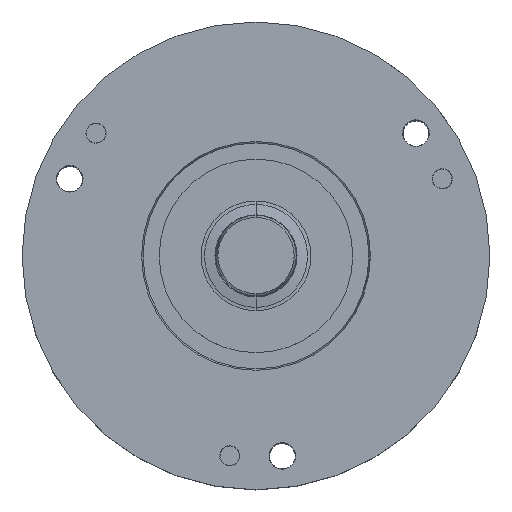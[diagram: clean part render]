
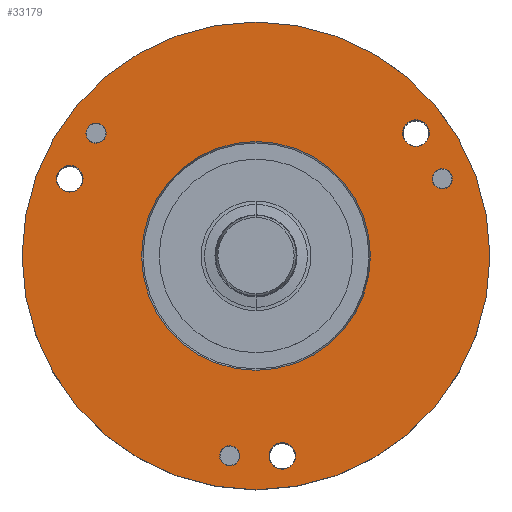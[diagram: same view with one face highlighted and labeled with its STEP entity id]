
A CAD part, top view. The second image highlights one B-rep face of the part: STEP entity #33179.
In plain terms, the highlighted planar face has unit normal (0, 0, 1).
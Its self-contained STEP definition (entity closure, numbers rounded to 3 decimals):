
#4063=CARTESIAN_POINT('',(0.,0.,25.));
#4064=DIRECTION('',(0.,0.,1.));
#4065=DIRECTION('',(1.,0.,0.));
#4066=AXIS2_PLACEMENT_3D('',#4063,#4064,#4065);
#4068=CARTESIAN_POINT('',(0.,0.,25.));
#4069=DIRECTION('',(0.,0.,1.));
#4070=DIRECTION('',(-1.,0.,0.));
#4071=AXIS2_PLACEMENT_3D('',#4068,#4069,#4070);
#4073=CARTESIAN_POINT('',(-19.834,15.219,25.));
#4074=DIRECTION('',(0.,0.,-1.));
#4075=DIRECTION('',(-0.793,0.609,0.));
#4076=AXIS2_PLACEMENT_3D('',#4073,#4074,#4075);
#4078=CARTESIAN_POINT('',(-19.834,15.219,25.));
#4079=DIRECTION('',(0.,0.,-1.));
#4080=DIRECTION('',(0.793,-0.609,0.));
#4081=AXIS2_PLACEMENT_3D('',#4078,#4079,#4080);
#4083=CARTESIAN_POINT('',(-3.263,-24.786,25.));
#4084=DIRECTION('',(0.,0.,-1.));
#4085=DIRECTION('',(-0.131,-0.991,0.));
#4086=AXIS2_PLACEMENT_3D('',#4083,#4084,#4085);
#4088=CARTESIAN_POINT('',(-3.263,-24.786,25.));
#4089=DIRECTION('',(0.,0.,-1.));
#4090=DIRECTION('',(0.131,0.991,0.));
#4091=AXIS2_PLACEMENT_3D('',#4088,#4089,#4090);
#4093=CARTESIAN_POINT('',(23.097,9.567,25.));
#4094=DIRECTION('',(0.,0.,-1.));
#4095=DIRECTION('',(0.924,0.383,0.));
#4096=AXIS2_PLACEMENT_3D('',#4093,#4094,#4095);
#4098=CARTESIAN_POINT('',(23.097,9.567,25.));
#4099=DIRECTION('',(0.,0.,-1.));
#4100=DIRECTION('',(-0.924,-0.383,0.));
#4101=AXIS2_PLACEMENT_3D('',#4098,#4099,#4100);
#4103=CARTESIAN_POINT('',(3.263,-24.786,25.));
#4104=DIRECTION('',(0.,0.,1.));
#4105=DIRECTION('',(0.,-1.,0.));
#4106=AXIS2_PLACEMENT_3D('',#4103,#4104,#4105);
#4108=CARTESIAN_POINT('',(3.263,-24.786,25.));
#4109=DIRECTION('',(0.,0.,1.));
#4110=DIRECTION('',(0.,1.,0.));
#4111=AXIS2_PLACEMENT_3D('',#4108,#4109,#4110);
#4113=CARTESIAN_POINT('',(19.834,15.219,25.));
#4114=DIRECTION('',(0.,0.,1.));
#4115=DIRECTION('',(0.,-1.,0.));
#4116=AXIS2_PLACEMENT_3D('',#4113,#4114,#4115);
#4118=CARTESIAN_POINT('',(19.834,15.219,25.));
#4119=DIRECTION('',(0.,0.,1.));
#4120=DIRECTION('',(0.,1.,0.));
#4121=AXIS2_PLACEMENT_3D('',#4118,#4119,#4120);
#4123=CARTESIAN_POINT('',(-23.097,9.567,25.));
#4124=DIRECTION('',(0.,0.,1.));
#4125=DIRECTION('',(0.,-1.,0.));
#4126=AXIS2_PLACEMENT_3D('',#4123,#4124,#4125);
#4128=CARTESIAN_POINT('',(-23.097,9.567,25.));
#4129=DIRECTION('',(0.,0.,1.));
#4130=DIRECTION('',(0.,1.,0.));
#4131=AXIS2_PLACEMENT_3D('',#4128,#4129,#4130);
#4142=CARTESIAN_POINT('',(0.,0.,25.));
#4143=DIRECTION('',(0.,0.,-1.));
#4144=DIRECTION('',(-1.,0.,0.));
#4145=AXIS2_PLACEMENT_3D('',#4142,#4143,#4144);
#4171=CARTESIAN_POINT('',(0.,0.,25.));
#4172=DIRECTION('',(0.,0.,-1.));
#4173=DIRECTION('',(1.,0.,0.));
#4174=AXIS2_PLACEMENT_3D('',#4171,#4172,#4173);
#25876=CARTESIAN_POINT('',(29.,0.,25.));
#25877=CARTESIAN_POINT('',(-29.,0.,25.));
#25878=VERTEX_POINT('',#25876);
#25879=VERTEX_POINT('',#25877);
#25956=CARTESIAN_POINT('',(-20.826,15.98,25.));
#25957=CARTESIAN_POINT('',(-18.842,14.458,25.));
#25958=VERTEX_POINT('',#25956);
#25959=VERTEX_POINT('',#25957);
#25960=CARTESIAN_POINT('',(-3.426,-26.025,25.));
#25961=CARTESIAN_POINT('',(-3.1,-23.547,25.));
#25962=VERTEX_POINT('',#25960);
#25963=VERTEX_POINT('',#25961);
#25964=CARTESIAN_POINT('',(24.252,10.045,25.));
#25965=CARTESIAN_POINT('',(21.942,9.089,25.));
#25966=VERTEX_POINT('',#25964);
#25967=VERTEX_POINT('',#25965);
#26066=CARTESIAN_POINT('',(14.188,0.,25.));
#26067=CARTESIAN_POINT('',(-14.188,0.,25.));
#26068=VERTEX_POINT('',#26066);
#26069=VERTEX_POINT('',#26067);
#26250=CARTESIAN_POINT('',(3.263,-26.436,25.));
#26251=CARTESIAN_POINT('',(3.263,-23.136,25.));
#26252=VERTEX_POINT('',#26250);
#26253=VERTEX_POINT('',#26251);
#26258=CARTESIAN_POINT('',(19.834,13.569,25.));
#26259=CARTESIAN_POINT('',(19.834,16.869,25.));
#26260=VERTEX_POINT('',#26258);
#26261=VERTEX_POINT('',#26259);
#26266=CARTESIAN_POINT('',(-23.097,7.917,25.));
#26267=CARTESIAN_POINT('',(-23.097,11.217,25.));
#26268=VERTEX_POINT('',#26266);
#26269=VERTEX_POINT('',#26267);
#33128=CARTESIAN_POINT('',(0.,0.,25.));
#33129=DIRECTION('',(0.,0.,1.));
#33130=DIRECTION('',(1.,0.,0.));
#33131=AXIS2_PLACEMENT_3D('',#33128,#33129,#33130);
#33132=PLANE('',#33131);
#33133=ORIENTED_EDGE('',*,*,#33108,.F.);
#33134=ORIENTED_EDGE('',*,*,#33122,.F.);
#33135=EDGE_LOOP('',(#33133,#33134));
#33136=FACE_OUTER_BOUND('',#33135,.F.);
#33138=ORIENTED_EDGE('',*,*,#33137,.F.);
#33140=ORIENTED_EDGE('',*,*,#33139,.F.);
#33141=EDGE_LOOP('',(#33138,#33140));
#33142=FACE_BOUND('',#33141,.F.);
#33144=ORIENTED_EDGE('',*,*,#33143,.F.);
#33146=ORIENTED_EDGE('',*,*,#33145,.F.);
#33147=EDGE_LOOP('',(#33144,#33146));
#33148=FACE_BOUND('',#33147,.F.);
#33150=ORIENTED_EDGE('',*,*,#33149,.F.);
#33152=ORIENTED_EDGE('',*,*,#33151,.F.);
#33153=EDGE_LOOP('',(#33150,#33152));
#33154=FACE_BOUND('',#33153,.F.);
#33156=ORIENTED_EDGE('',*,*,#33155,.F.);
#33158=ORIENTED_EDGE('',*,*,#33157,.F.);
#33159=EDGE_LOOP('',(#33156,#33158));
#33160=FACE_BOUND('',#33159,.F.);
#33162=ORIENTED_EDGE('',*,*,#33161,.T.);
#33164=ORIENTED_EDGE('',*,*,#33163,.T.);
#33165=EDGE_LOOP('',(#33162,#33164));
#33166=FACE_BOUND('',#33165,.F.);
#33168=ORIENTED_EDGE('',*,*,#33167,.T.);
#33170=ORIENTED_EDGE('',*,*,#33169,.T.);
#33171=EDGE_LOOP('',(#33168,#33170));
#33172=FACE_BOUND('',#33171,.F.);
#33174=ORIENTED_EDGE('',*,*,#33173,.T.);
#33176=ORIENTED_EDGE('',*,*,#33175,.T.);
#33177=EDGE_LOOP('',(#33174,#33176));
#33178=FACE_BOUND('',#33177,.F.);
#4067=CIRCLE('',#4066,29.);
#4072=CIRCLE('',#4071,29.);
#4077=CIRCLE('',#4076,1.25);
#4082=CIRCLE('',#4081,1.25);
#4087=CIRCLE('',#4086,1.25);
#4092=CIRCLE('',#4091,1.25);
#4097=CIRCLE('',#4096,1.25);
#4102=CIRCLE('',#4101,1.25);
#4107=CIRCLE('',#4106,1.65);
#4112=CIRCLE('',#4111,1.65);
#4117=CIRCLE('',#4116,1.65);
#4122=CIRCLE('',#4121,1.65);
#4127=CIRCLE('',#4126,1.65);
#4132=CIRCLE('',#4131,1.65);
#4146=CIRCLE('',#4145,14.188);
#4175=CIRCLE('',#4174,14.188);
#33108=EDGE_CURVE('',#25878,#25879,#4067,.T.);
#33122=EDGE_CURVE('',#25879,#25878,#4072,.T.);
#33137=EDGE_CURVE('',#26069,#26068,#4146,.T.);
#33139=EDGE_CURVE('',#26068,#26069,#4175,.T.);
#33143=EDGE_CURVE('',#25958,#25959,#4077,.T.);
#33145=EDGE_CURVE('',#25959,#25958,#4082,.T.);
#33149=EDGE_CURVE('',#25962,#25963,#4087,.T.);
#33151=EDGE_CURVE('',#25963,#25962,#4092,.T.);
#33155=EDGE_CURVE('',#25966,#25967,#4097,.T.);
#33157=EDGE_CURVE('',#25967,#25966,#4102,.T.);
#33161=EDGE_CURVE('',#26252,#26253,#4107,.T.);
#33163=EDGE_CURVE('',#26253,#26252,#4112,.T.);
#33167=EDGE_CURVE('',#26260,#26261,#4117,.T.);
#33169=EDGE_CURVE('',#26261,#26260,#4122,.T.);
#33173=EDGE_CURVE('',#26268,#26269,#4127,.T.);
#33175=EDGE_CURVE('',#26269,#26268,#4132,.T.);
#33179=ADVANCED_FACE('',(#33136,#33142,#33148,#33154,#33160,#33166,#33172,
#33178),#33132,.T.);
